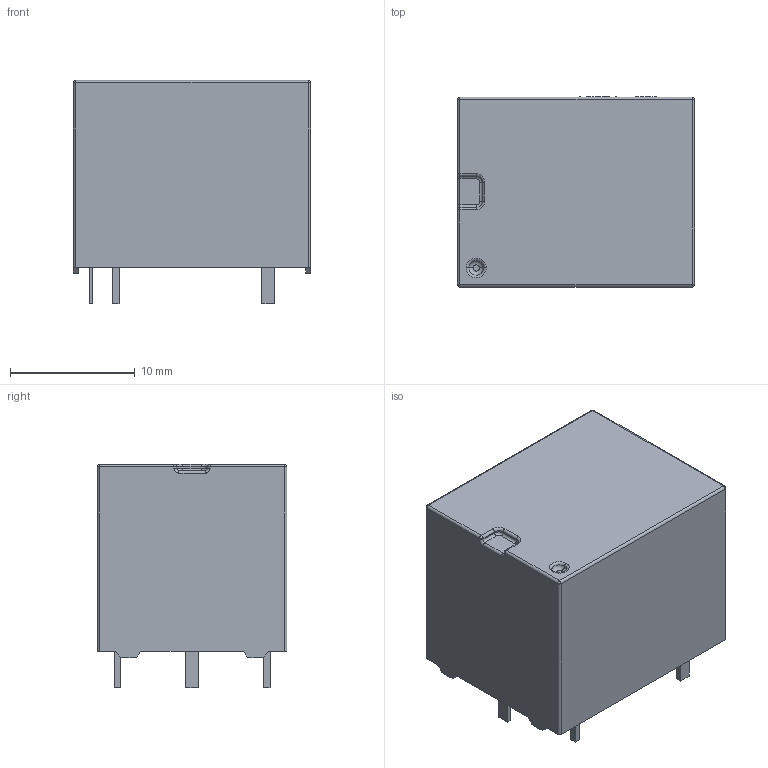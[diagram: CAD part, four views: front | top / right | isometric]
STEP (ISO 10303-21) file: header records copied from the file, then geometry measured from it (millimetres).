
FILE_DESCRIPTION (( 'STEP AP214' ), '1' );
FILE_NAME ('RELAY-TH_HF3FF-L19.0-W15.2-H15.5.step', '2022-09-15T03:27:28', ( '' ), ( '' ), 'SwSTEP 2.0', 'SolidWorks 2020', '' );
FILE_SCHEMA (( 'AUTOMOTIVE_DESIGN' ));
Length unit declared in the file: millimetre
Products named in the file (1): RELAY-TH_HF3FF-L19.0-W15.2-H15.5
Bounding box: 19 x 15.21 x 17.9 mm (x, y, z)
Volume: 4204.4 mm3; surface area: 1677.4 mm2
Topology: 1 solids, 1 shells, 324 faces, 865 edges, 562 vertices
Faces by surface type: plane 182, bspline 98, cylinder 28, torus 10, sphere 6
Entity records: 14069 total; most frequent: CARTESIAN_POINT 3052, ORIENTED_EDGE 1718, DIRECTION 1185, EDGE_CURVE 859, LINE 587, VECTOR 587, VERTEX_POINT 562, EDGE_LOOP 349
